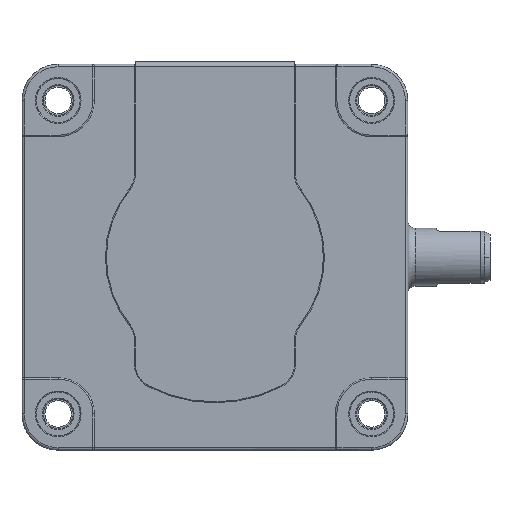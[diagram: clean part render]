
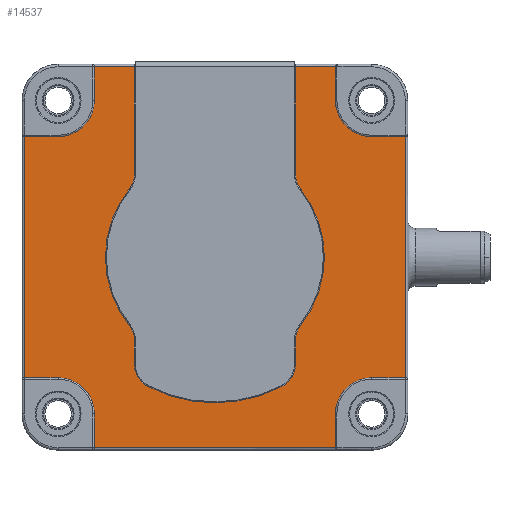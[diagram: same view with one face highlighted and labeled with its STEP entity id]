
A CAD part, front view. The second image highlights one B-rep face of the part: STEP entity #14537.
In plain terms, the highlighted planar face has unit normal (0, -1, 0).
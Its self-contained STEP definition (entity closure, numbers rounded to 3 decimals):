
#44=CARTESIAN_POINT('',(32.5,0.,-32.5));
#45=DIRECTION('',(0.,-1.,0.));
#46=DIRECTION('',(0.,0.,1.));
#47=AXIS2_PLACEMENT_3D('',#44,#45,#46);
#49=DIRECTION('',(0.,0.,-1.));
#50=VECTOR('',#49,7.);
#51=CARTESIAN_POINT('',(25.,0.,-32.5));
#52=LINE('',#51,#50);
#53=CARTESIAN_POINT('',(-32.5,0.,-32.5));
#54=DIRECTION('',(0.,-1.,0.));
#55=DIRECTION('',(1.,0.,0.));
#56=AXIS2_PLACEMENT_3D('',#53,#54,#55);
#58=DIRECTION('',(-1.,0.,0.));
#59=VECTOR('',#58,7.);
#60=CARTESIAN_POINT('',(-32.5,0.,-25.));
#61=LINE('',#60,#59);
#62=CARTESIAN_POINT('',(-32.5,0.,32.5));
#63=DIRECTION('',(0.,-1.,0.));
#64=DIRECTION('',(0.,0.,-1.));
#65=AXIS2_PLACEMENT_3D('',#62,#63,#64);
#67=DIRECTION('',(0.,0.,1.));
#68=VECTOR('',#67,7.);
#69=CARTESIAN_POINT('',(-25.,0.,32.5));
#70=LINE('',#69,#68);
#71=CARTESIAN_POINT('',(-21.5,0.,17.146));
#72=DIRECTION('',(0.,1.,0.));
#73=DIRECTION('',(1.,0.,0.));
#74=AXIS2_PLACEMENT_3D('',#71,#72,#73);
#76=CARTESIAN_POINT('',(0.,0.,0.));
#77=DIRECTION('',(0.,-1.,0.));
#78=DIRECTION('',(-0.782,0.,0.624));
#79=AXIS2_PLACEMENT_3D('',#76,#77,#78);
#81=CARTESIAN_POINT('',(-21.5,0.,-17.146));
#82=DIRECTION('',(0.,1.,0.));
#83=DIRECTION('',(0.782,0.,0.624));
#84=AXIS2_PLACEMENT_3D('',#81,#82,#83);
#86=CARTESIAN_POINT('',(-11.5,0.,-22.198));
#87=DIRECTION('',(0.,-1.,0.));
#88=DIRECTION('',(-1.,0.,0.));
#89=AXIS2_PLACEMENT_3D('',#86,#87,#88);
#91=CARTESIAN_POINT('',(0.,0.,0.));
#92=DIRECTION('',(0.,-1.,0.));
#93=DIRECTION('',(-0.46,0.,-0.888));
#94=AXIS2_PLACEMENT_3D('',#91,#92,#93);
#96=CARTESIAN_POINT('',(11.5,0.,-22.198));
#97=DIRECTION('',(0.,-1.,0.));
#98=DIRECTION('',(0.46,0.,-0.888));
#99=AXIS2_PLACEMENT_3D('',#96,#97,#98);
#101=CARTESIAN_POINT('',(21.5,0.,-17.146));
#102=DIRECTION('',(0.,1.,0.));
#103=DIRECTION('',(-1.,0.,0.));
#104=AXIS2_PLACEMENT_3D('',#101,#102,#103);
#106=CARTESIAN_POINT('',(0.,0.,0.));
#107=DIRECTION('',(0.,-1.,0.));
#108=DIRECTION('',(0.782,0.,-0.624));
#109=AXIS2_PLACEMENT_3D('',#106,#107,#108);
#111=CARTESIAN_POINT('',(21.5,0.,17.146));
#112=DIRECTION('',(0.,1.,0.));
#113=DIRECTION('',(-0.782,0.,-0.624));
#114=AXIS2_PLACEMENT_3D('',#111,#112,#113);
#116=CARTESIAN_POINT('',(32.5,0.,32.5));
#117=DIRECTION('',(0.,-1.,0.));
#118=DIRECTION('',(-1.,0.,0.));
#119=AXIS2_PLACEMENT_3D('',#116,#117,#118);
#121=DIRECTION('',(1.,0.,0.));
#122=VECTOR('',#121,7.);
#123=CARTESIAN_POINT('',(32.5,0.,25.));
#124=LINE('',#123,#122);
#125=DIRECTION('',(0.,0.,1.));
#126=VECTOR('',#125,50.);
#127=CARTESIAN_POINT('',(39.5,0.,-25.));
#128=LINE('',#127,#126);
#364=DIRECTION('',(0.,0.,1.));
#365=VECTOR('',#364,7.);
#366=CARTESIAN_POINT('',(25.,0.,32.5));
#367=LINE('',#366,#365);
#386=DIRECTION('',(-1.,0.,0.));
#387=VECTOR('',#386,8.3);
#388=CARTESIAN_POINT('',(25.,0.,39.5));
#389=LINE('',#388,#387);
#405=DIRECTION('',(0.,0.,-1.));
#406=VECTOR('',#405,22.354);
#407=CARTESIAN_POINT('',(16.7,0.,39.5));
#408=LINE('',#407,#406);
#448=DIRECTION('',(0.,0.,-1.));
#449=VECTOR('',#448,5.052);
#450=CARTESIAN_POINT('',(16.7,0.,
-17.146));
#451=LINE('',#450,#449);
#496=DIRECTION('',(0.,0.,1.));
#497=VECTOR('',#496,5.052);
#498=CARTESIAN_POINT('',(-16.7,0.,
-22.198));
#499=LINE('',#498,#497);
#539=DIRECTION('',(0.,0.,1.));
#540=VECTOR('',#539,22.354);
#541=CARTESIAN_POINT('',(-16.7,0.,
17.146));
#542=LINE('',#541,#540);
#562=DIRECTION('',(-1.,0.,0.));
#563=VECTOR('',#562,8.3);
#564=CARTESIAN_POINT('',(-16.7,0.,39.5));
#565=LINE('',#564,#563);
#1134=DIRECTION('',(1.,0.,0.));
#1135=VECTOR('',#1134,7.);
#1136=CARTESIAN_POINT('',(32.5,0.,-25.));
#1137=LINE('',#1136,#1135);
#9848=DIRECTION('',(1.,0.,0.));
#9849=VECTOR('',#9848,50.);
#9850=CARTESIAN_POINT('',(-25.,0.,-39.5));
#9851=LINE('',#9850,#9849);
#9909=DIRECTION('',(0.,0.,-1.));
#9910=VECTOR('',#9909,7.);
#9911=CARTESIAN_POINT('',(-25.,0.,-32.5));
#9912=LINE('',#9911,#9910);
#10647=DIRECTION('',(0.,0.,-1.));
#10648=VECTOR('',#10647,50.);
#10649=CARTESIAN_POINT('',(-39.5,0.,25.));
#10650=LINE('',#10649,#10648);
#10708=DIRECTION('',(-1.,0.,0.));
#10709=VECTOR('',#10708,7.);
#10710=CARTESIAN_POINT('',(-32.5,0.,25.));
#10711=LINE('',#10710,#10709);
#12004=CARTESIAN_POINT('',(39.5,0.,-25.));
#12005=CARTESIAN_POINT('',(39.5,0.,25.));
#12006=VERTEX_POINT('',#12004);
#12007=VERTEX_POINT('',#12005);
#12008=CARTESIAN_POINT('',(32.5,0.,-25.));
#12009=VERTEX_POINT('',#12008);
#12010=CARTESIAN_POINT('',(25.,0.,-32.5));
#12011=VERTEX_POINT('',#12010);
#12012=CARTESIAN_POINT('',(25.,0.,-39.5));
#12013=VERTEX_POINT('',#12012);
#12014=CARTESIAN_POINT('',(-25.,0.,-39.5));
#12015=VERTEX_POINT('',#12014);
#12016=CARTESIAN_POINT('',(-25.,0.,-32.5));
#12017=VERTEX_POINT('',#12016);
#12018=CARTESIAN_POINT('',(-32.5,0.,-25.));
#12019=VERTEX_POINT('',#12018);
#12020=CARTESIAN_POINT('',(-39.5,0.,-25.));
#12021=VERTEX_POINT('',#12020);
#12022=CARTESIAN_POINT('',(-39.5,0.,25.));
#12023=VERTEX_POINT('',#12022);
#12024=CARTESIAN_POINT('',(-32.5,0.,25.));
#12025=VERTEX_POINT('',#12024);
#12026=CARTESIAN_POINT('',(-25.,0.,32.5));
#12027=VERTEX_POINT('',#12026);
#12028=CARTESIAN_POINT('',(-25.,0.,39.5));
#12029=VERTEX_POINT('',#12028);
#12030=CARTESIAN_POINT('',(-16.7,0.,39.5));
#12031=VERTEX_POINT('',#12030);
#12032=CARTESIAN_POINT('',(-16.7,0.,
17.146));
#12033=VERTEX_POINT('',#12032);
#12034=CARTESIAN_POINT('',(-17.747,0.,14.154));
#12035=VERTEX_POINT('',#12034);
#12036=CARTESIAN_POINT('',(-17.747,0.,-14.154));
#12037=VERTEX_POINT('',#12036);
#12038=CARTESIAN_POINT('',(-16.7,0.,-17.146));
#12039=VERTEX_POINT('',#12038);
#12040=CARTESIAN_POINT('',(-16.7,0.,
-22.198));
#12041=VERTEX_POINT('',#12040);
#12042=CARTESIAN_POINT('',(-13.892,0.,-26.815));
#12043=VERTEX_POINT('',#12042);
#12044=CARTESIAN_POINT('',(13.892,0.,-26.815));
#12045=VERTEX_POINT('',#12044);
#12046=CARTESIAN_POINT('',(16.7,0.,-22.198));
#12047=VERTEX_POINT('',#12046);
#12048=CARTESIAN_POINT('',(16.7,0.,
-17.146));
#12049=VERTEX_POINT('',#12048);
#12050=CARTESIAN_POINT('',(17.747,0.,-14.154));
#12051=VERTEX_POINT('',#12050);
#12052=CARTESIAN_POINT('',(17.747,0.,14.154));
#12053=VERTEX_POINT('',#12052);
#12054=CARTESIAN_POINT('',(16.7,0.,17.146));
#12055=VERTEX_POINT('',#12054);
#12056=CARTESIAN_POINT('',(16.7,0.,39.5));
#12057=VERTEX_POINT('',#12056);
#12058=CARTESIAN_POINT('',(25.,0.,39.5));
#12059=VERTEX_POINT('',#12058);
#12060=CARTESIAN_POINT('',(25.,0.,32.5));
#12061=VERTEX_POINT('',#12060);
#12062=CARTESIAN_POINT('',(32.5,0.,25.));
#12063=VERTEX_POINT('',#12062);
#14470=CARTESIAN_POINT('',(0.,0.,0.));
#14471=DIRECTION('',(0.,1.,0.));
#14472=DIRECTION('',(1.,0.,0.));
#14473=AXIS2_PLACEMENT_3D('',#14470,#14471,#14472);
#14474=PLANE('',#14473);
#14476=ORIENTED_EDGE('',*,*,#14475,.F.);
#14478=ORIENTED_EDGE('',*,*,#14477,.F.);
#14480=ORIENTED_EDGE('',*,*,#14479,.T.);
#14482=ORIENTED_EDGE('',*,*,#14481,.T.);
#14484=ORIENTED_EDGE('',*,*,#14483,.F.);
#14486=ORIENTED_EDGE('',*,*,#14485,.F.);
#14488=ORIENTED_EDGE('',*,*,#14487,.T.);
#14490=ORIENTED_EDGE('',*,*,#14489,.T.);
#14492=ORIENTED_EDGE('',*,*,#14491,.F.);
#14494=ORIENTED_EDGE('',*,*,#14493,.F.);
#14496=ORIENTED_EDGE('',*,*,#14495,.T.);
#14498=ORIENTED_EDGE('',*,*,#14497,.T.);
#14500=ORIENTED_EDGE('',*,*,#14499,.F.);
#14502=ORIENTED_EDGE('',*,*,#14501,.F.);
#14504=ORIENTED_EDGE('',*,*,#14503,.T.);
#14506=ORIENTED_EDGE('',*,*,#14505,.T.);
#14508=ORIENTED_EDGE('',*,*,#14507,.T.);
#14510=ORIENTED_EDGE('',*,*,#14509,.F.);
#14512=ORIENTED_EDGE('',*,*,#14511,.T.);
#14514=ORIENTED_EDGE('',*,*,#14513,.T.);
#14516=ORIENTED_EDGE('',*,*,#14515,.T.);
#14518=ORIENTED_EDGE('',*,*,#14517,.F.);
#14520=ORIENTED_EDGE('',*,*,#14519,.T.);
#14522=ORIENTED_EDGE('',*,*,#14521,.T.);
#14524=ORIENTED_EDGE('',*,*,#14523,.T.);
#14526=ORIENTED_EDGE('',*,*,#14525,.F.);
#14528=ORIENTED_EDGE('',*,*,#14527,.F.);
#14530=ORIENTED_EDGE('',*,*,#14529,.F.);
#14532=ORIENTED_EDGE('',*,*,#14531,.T.);
#14534=ORIENTED_EDGE('',*,*,#14533,.T.);
#14535=EDGE_LOOP('',(#14476,#14478,#14480,#14482,#14484,#14486,#14488,#14490,
#14492,#14494,#14496,#14498,#14500,#14502,#14504,#14506,#14508,#14510,#14512,
#14514,#14516,#14518,#14520,#14522,#14524,#14526,#14528,#14530,#14532,#14534));
#14536=FACE_OUTER_BOUND('',#14535,.F.);
#14537=ADVANCED_FACE('',(#14536),#14474,.F.);
#48=CIRCLE('',#47,7.5);
#57=CIRCLE('',#56,7.5);
#66=CIRCLE('',#65,7.5);
#75=CIRCLE('',#74,4.8);
#80=CIRCLE('',#79,22.7);
#85=CIRCLE('',#84,4.8);
#90=CIRCLE('',#89,5.2);
#95=CIRCLE('',#94,30.2);
#100=CIRCLE('',#99,5.2);
#105=CIRCLE('',#104,4.8);
#110=CIRCLE('',#109,22.7);
#115=CIRCLE('',#114,4.8);
#120=CIRCLE('',#119,7.5);
#14475=EDGE_CURVE('',#12006,#12007,#128,.T.);
#14477=EDGE_CURVE('',#12009,#12006,#1137,.T.);
#14479=EDGE_CURVE('',#12009,#12011,#48,.T.);
#14481=EDGE_CURVE('',#12011,#12013,#52,.T.);
#14483=EDGE_CURVE('',#12015,#12013,#9851,.T.);
#14485=EDGE_CURVE('',#12017,#12015,#9912,.T.);
#14487=EDGE_CURVE('',#12017,#12019,#57,.T.);
#14489=EDGE_CURVE('',#12019,#12021,#61,.T.);
#14491=EDGE_CURVE('',#12023,#12021,#10650,.T.);
#14493=EDGE_CURVE('',#12025,#12023,#10711,.T.);
#14495=EDGE_CURVE('',#12025,#12027,#66,.T.);
#14497=EDGE_CURVE('',#12027,#12029,#70,.T.);
#14499=EDGE_CURVE('',#12031,#12029,#565,.T.);
#14501=EDGE_CURVE('',#12033,#12031,#542,.T.);
#14503=EDGE_CURVE('',#12033,#12035,#75,.T.);
#14505=EDGE_CURVE('',#12035,#12037,#80,.T.);
#14507=EDGE_CURVE('',#12037,#12039,#85,.T.);
#14509=EDGE_CURVE('',#12041,#12039,#499,.T.);
#14511=EDGE_CURVE('',#12041,#12043,#90,.T.);
#14513=EDGE_CURVE('',#12043,#12045,#95,.T.);
#14515=EDGE_CURVE('',#12045,#12047,#100,.T.);
#14517=EDGE_CURVE('',#12049,#12047,#451,.T.);
#14519=EDGE_CURVE('',#12049,#12051,#105,.T.);
#14521=EDGE_CURVE('',#12051,#12053,#110,.T.);
#14523=EDGE_CURVE('',#12053,#12055,#115,.T.);
#14525=EDGE_CURVE('',#12057,#12055,#408,.T.);
#14527=EDGE_CURVE('',#12059,#12057,#389,.T.);
#14529=EDGE_CURVE('',#12061,#12059,#367,.T.);
#14531=EDGE_CURVE('',#12061,#12063,#120,.T.);
#14533=EDGE_CURVE('',#12063,#12007,#124,.T.);
